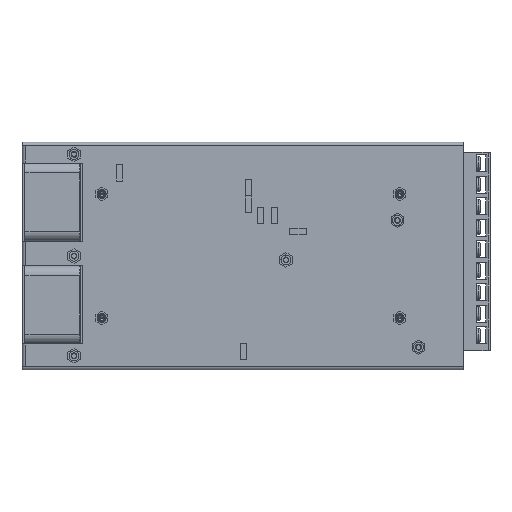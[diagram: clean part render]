
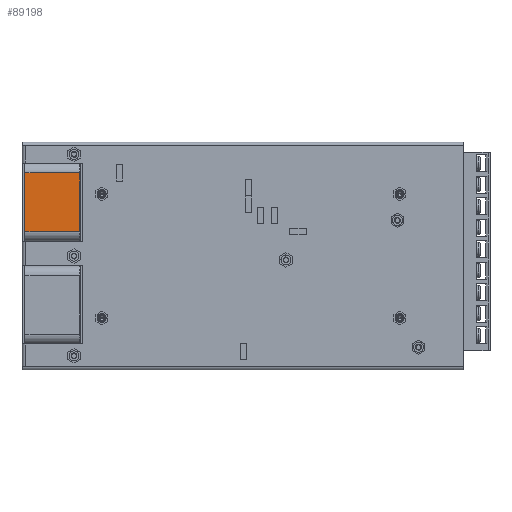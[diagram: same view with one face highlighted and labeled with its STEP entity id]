
A CAD part, front view. The second image highlights one B-rep face of the part: STEP entity #89198.
In plain terms, the highlighted planar face has unit normal (0, -1, 0).
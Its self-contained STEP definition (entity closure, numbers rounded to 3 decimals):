
#87344=DIRECTION('',(1.,0.,0.));
#87345=VECTOR('',#87344,30.);
#87346=CARTESIAN_POINT('',(-15.,-20.,0.));
#87347=LINE('',#87346,#87345);
#88057=DIRECTION('',(1.,0.,0.));
#88058=VECTOR('',#88057,30.);
#88059=CARTESIAN_POINT('',(-15.,-20.,28.));
#88060=LINE('',#88059,#88058);
#88229=DIRECTION('',(0.,0.,-1.));
#88230=VECTOR('',#88229,28.);
#88231=CARTESIAN_POINT('',(15.,-20.,28.));
#88232=LINE('',#88231,#88230);
#88236=DIRECTION('',(0.,0.,-1.));
#88237=VECTOR('',#88236,28.);
#88238=CARTESIAN_POINT('',(-15.,-20.,28.));
#88239=LINE('',#88238,#88237);
#88358=CARTESIAN_POINT('',(15.,-20.,0.));
#88360=VERTEX_POINT('',#88358);
#88361=CARTESIAN_POINT('',(15.,-20.,28.));
#88362=VERTEX_POINT('',#88361);
#88365=CARTESIAN_POINT('',(-15.,-20.,0.));
#88367=VERTEX_POINT('',#88365);
#88371=CARTESIAN_POINT('',(-15.,-20.,28.));
#88372=VERTEX_POINT('',#88371);
#89186=CARTESIAN_POINT('',(-20.,-20.,0.));
#89187=DIRECTION('',(0.,-1.,0.));
#89188=DIRECTION('',(1.,0.,0.));
#89189=AXIS2_PLACEMENT_3D('',#89186,#89187,#89188);
#89190=PLANE('',#89189);
#89191=ORIENTED_EDGE('',*,*,#89179,.T.);
#89192=ORIENTED_EDGE('',*,*,#88552,.F.);
#89194=ORIENTED_EDGE('',*,*,#89193,.F.);
#89195=ORIENTED_EDGE('',*,*,#88942,.T.);
#89196=EDGE_LOOP('',(#89191,#89192,#89194,#89195));
#89197=FACE_OUTER_BOUND('',#89196,.F.);
#88552=EDGE_CURVE('',#88367,#88360,#87347,.T.);
#88942=EDGE_CURVE('',#88372,#88362,#88060,.T.);
#89179=EDGE_CURVE('',#88362,#88360,#88232,.T.);
#89193=EDGE_CURVE('',#88372,#88367,#88239,.T.);
#89198=ADVANCED_FACE('',(#89197),#89190,.T.);
